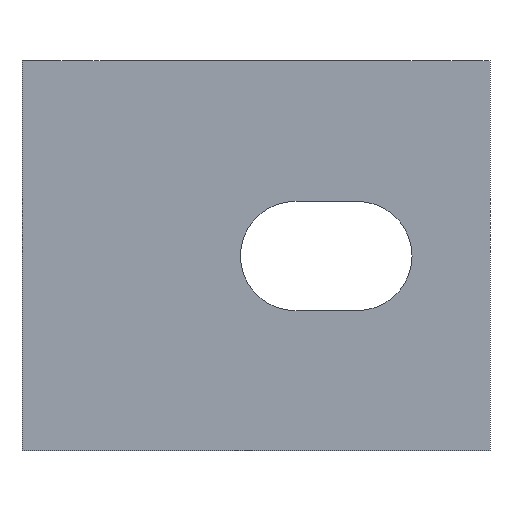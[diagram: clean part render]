
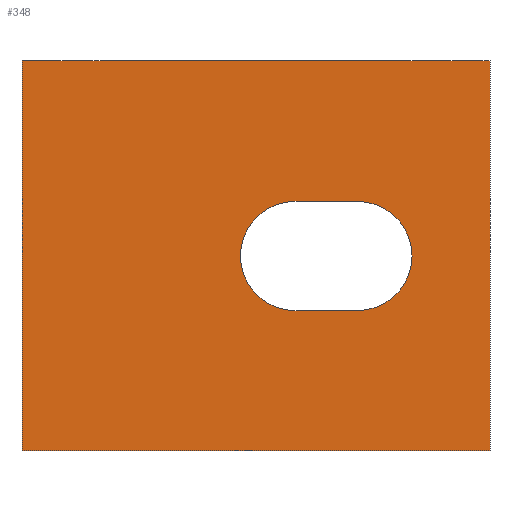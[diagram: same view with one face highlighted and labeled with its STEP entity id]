
A CAD part, front view. The second image highlights one B-rep face of the part: STEP entity #348.
In plain terms, the highlighted planar face has unit normal (0, -1, 0).
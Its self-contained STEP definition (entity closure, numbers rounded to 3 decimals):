
#15=FACE_BOUND('',#70,.T.);
#35=CIRCLE('',#375,3.5);
#36=CIRCLE('',#378,3.5);
#52=FACE_OUTER_BOUND('',#69,.T.);
#69=EDGE_LOOP('',(#306,#307,#308,#309));
#70=EDGE_LOOP('',(#310,#311,#312,#313));
#83=LINE('',#514,#118);
#84=LINE('',#517,#119);
#92=LINE('',#535,#127);
#103=LINE('',#569,#138);
#106=LINE('',#576,#141);
#107=LINE('',#579,#142);
#118=VECTOR('',#411,25.);
#119=VECTOR('',#414,30.);
#127=VECTOR('',#430,30.);
#138=VECTOR('',#465,4.);
#141=VECTOR('',#474,4.);
#142=VECTOR('',#479,25.);
#154=VERTEX_POINT('',#510);
#155=VERTEX_POINT('',#512);
#156=VERTEX_POINT('',#516);
#162=VERTEX_POINT('',#533);
#171=VERTEX_POINT('',#562);
#172=VERTEX_POINT('',#563);
#173=VERTEX_POINT('',#568);
#174=VERTEX_POINT('',#572);
#190=EDGE_CURVE('',#155,#154,#83,.T.);
#191=EDGE_CURVE('',#154,#156,#84,.T.);
#201=EDGE_CURVE('',#162,#155,#92,.T.);
#215=EDGE_CURVE('',#171,#172,#35,.T.);
#218=EDGE_CURVE('',#172,#173,#103,.T.);
#220=EDGE_CURVE('',#173,#174,#36,.T.);
#222=EDGE_CURVE('',#174,#171,#106,.T.);
#223=EDGE_CURVE('',#156,#162,#107,.T.);
#306=ORIENTED_EDGE('',*,*,#190,.F.);
#307=ORIENTED_EDGE('',*,*,#201,.F.);
#308=ORIENTED_EDGE('',*,*,#223,.F.);
#309=ORIENTED_EDGE('',*,*,#191,.F.);
#310=ORIENTED_EDGE('',*,*,#220,.T.);
#311=ORIENTED_EDGE('',*,*,#222,.T.);
#312=ORIENTED_EDGE('',*,*,#215,.T.);
#313=ORIENTED_EDGE('',*,*,#218,.T.);
#331=PLANE('',#381);
#348=ADVANCED_FACE('',(#52,#15),#331,.T.);
#375=AXIS2_PLACEMENT_3D('',#564,#459,#460);
#378=AXIS2_PLACEMENT_3D('',#573,#469,#470);
#381=AXIS2_PLACEMENT_3D('',#578,#477,#478);
#411=DIRECTION('',(0.,0.,-1.));
#414=DIRECTION('',(-1.,0.,0.));
#430=DIRECTION('',(1.,0.,0.));
#459=DIRECTION('center_axis',(0.,1.,0.));
#460=DIRECTION('ref_axis',(0.,0.,-1.));
#465=DIRECTION('',(1.,0.,0.));
#469=DIRECTION('center_axis',(0.,1.,0.));
#470=DIRECTION('ref_axis',(0.,0.,1.));
#474=DIRECTION('',(-1.,0.,0.));
#477=DIRECTION('center_axis',(0.,-1.,0.));
#478=DIRECTION('ref_axis',(1.,0.,0.));
#479=DIRECTION('',(0.,0.,1.));
#510=CARTESIAN_POINT('',(30.,0.,-12.5));
#512=CARTESIAN_POINT('',(30.,0.,12.5));
#514=CARTESIAN_POINT('',(30.,0.,0.));
#516=CARTESIAN_POINT('',(0.,0.,-12.5));
#517=CARTESIAN_POINT('',(30.,0.,-12.5));
#533=CARTESIAN_POINT('',(0.,0.,12.5));
#535=CARTESIAN_POINT('',(30.,0.,12.5));
#562=CARTESIAN_POINT('',(17.5,0.,-3.5));
#563=CARTESIAN_POINT('',(17.5,0.,3.5));
#564=CARTESIAN_POINT('Origin',(17.5,0.,0.));
#568=CARTESIAN_POINT('',(21.5,0.,3.5));
#569=CARTESIAN_POINT('',(10.75,0.,3.5));
#572=CARTESIAN_POINT('',(21.5,0.,-3.5));
#573=CARTESIAN_POINT('Origin',(21.5,0.,0.));
#576=CARTESIAN_POINT('',(8.75,0.,-3.5));
#578=CARTESIAN_POINT('Origin',(0.,0.,0.));
#579=CARTESIAN_POINT('',(0.,0.,0.));
